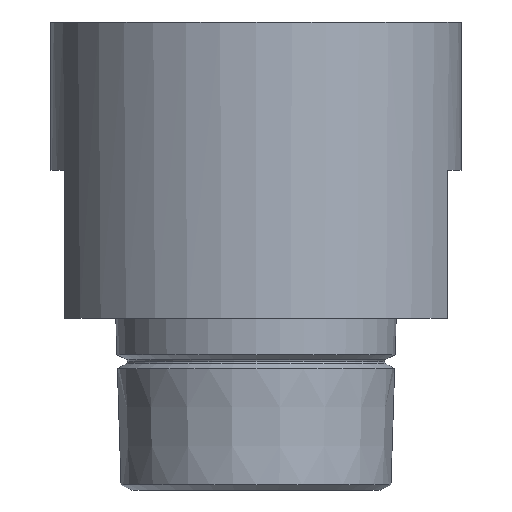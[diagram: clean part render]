
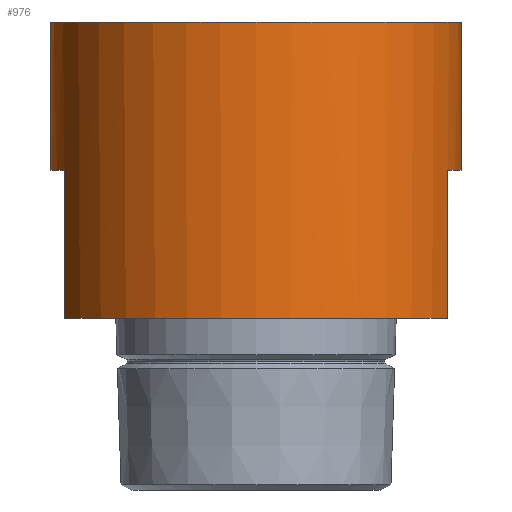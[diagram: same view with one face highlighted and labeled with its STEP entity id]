
A CAD part, front view. The second image highlights one B-rep face of the part: STEP entity #976.
In plain terms, the highlighted cylindrical face has radius 19.75 mm (diameter 39.5 mm), a partial arc.
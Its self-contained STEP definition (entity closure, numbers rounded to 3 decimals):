
#18 = ORIENTED_EDGE ( 'NONE', *, *, #20, .T. ) ;
#20 = EDGE_CURVE ( 'NONE', #983, #31, #323, .T. ) ;
#21 = ORIENTED_EDGE ( 'NONE', *, *, #92, .T. ) ;
#31 = VERTEX_POINT ( 'NONE', #330 ) ;
#33 = VERTEX_POINT ( 'NONE', #349 ) ;
#34 = VERTEX_POINT ( 'NONE', #352 ) ;
#92 = EDGE_CURVE ( 'NONE', #31, #113, #482, .T. ) ;
#106 = EDGE_CURVE ( 'NONE', #34, #33, #503, .T. ) ;
#113 = VERTEX_POINT ( 'NONE', #509 ) ;
#144 = EDGE_CURVE ( 'NONE', #33, #113, #558, .T. ) ;
#275 = VERTEX_POINT ( 'NONE', #841 ) ;
#276 = ORIENTED_EDGE ( 'NONE', *, *, #298, .F. ) ;
#282 = ORIENTED_EDGE ( 'NONE', *, *, #106, .F. ) ;
#285 = EDGE_CURVE ( 'NONE', #34, #275, #803, .T. ) ;
#291 = ORIENTED_EDGE ( 'NONE', *, *, #285, .T. ) ;
#297 = VERTEX_POINT ( 'NONE', #814 ) ;
#298 = EDGE_CURVE ( 'NONE', #297, #275, #808, .T. ) ;
#318 = CARTESIAN_POINT ( 'NONE',  ( 0., 0., 8.25 ) ) ;
#320 = DIRECTION ( 'NONE',  ( 1., 0., 0. ) ) ;
#321 = DIRECTION ( 'NONE',  ( 0., 0., 1. ) ) ;
#322 = AXIS2_PLACEMENT_3D ( 'NONE', #318, #321, #320 ) ;
#323 = CIRCLE ( 'NONE', #322, 19.75 ) ;
#330 = CARTESIAN_POINT ( 'NONE',  ( 19.75, 0., 8.25 ) ) ;
#349 = CARTESIAN_POINT ( 'NONE',  ( -19.75, 0., 22.5 ) ) ;
#352 = CARTESIAN_POINT ( 'NONE',  ( -19.75, 0., 8.25 ) ) ;
#471 = CARTESIAN_POINT ( 'NONE',  ( 19.75, 0., 22.5 ) ) ;
#481 = VECTOR ( 'NONE', #485, 1000. ) ;
#482 = LINE ( 'NONE', #471, #481 ) ;
#485 = DIRECTION ( 'NONE',  ( 0., 0., 1. ) ) ;
#501 = VECTOR ( 'NONE', #510, 1000. ) ;
#502 = CARTESIAN_POINT ( 'NONE',  ( -19.75, 0., 22.5 ) ) ;
#503 = LINE ( 'NONE', #502, #501 ) ;
#509 = CARTESIAN_POINT ( 'NONE',  ( 19.75, 0., 22.5 ) ) ;
#510 = DIRECTION ( 'NONE',  ( 0., 0., 1. ) ) ;
#542 = CARTESIAN_POINT ( 'NONE',  ( 0., 0., 22.5 ) ) ;
#546 = DIRECTION ( 'NONE',  ( 1., 0., 0. ) ) ;
#547 = DIRECTION ( 'NONE',  ( 0., 0., 1. ) ) ;
#557 = AXIS2_PLACEMENT_3D ( 'NONE', #542, #547, #546 ) ;
#558 = CIRCLE ( 'NONE', #557, 19.75 ) ;
#605 = ORIENTED_EDGE ( 'NONE', *, *, #606, .T. ) ;
#606 = EDGE_CURVE ( 'NONE', #609, #983, #809, .T. ) ;
#607 = ORIENTED_EDGE ( 'NONE', *, *, #608, .T. ) ;
#608 = EDGE_CURVE ( 'NONE', #297, #609, #796, .T. ) ;
#609 = VERTEX_POINT ( 'NONE', #792 ) ;
#779 = CARTESIAN_POINT ( 'NONE',  ( 0., 0., -6. ) ) ;
#780 = DIRECTION ( 'NONE',  ( 0., 0., 1. ) ) ;
#781 = VECTOR ( 'NONE', #780, 1000. ) ;
#782 = CARTESIAN_POINT ( 'NONE',  ( 18.417, -7.132, -22.5 ) ) ;
#792 = CARTESIAN_POINT ( 'NONE',  ( 18.417, -7.132, -6. ) ) ;
#793 = DIRECTION ( 'NONE',  ( 1., 0., 0. ) ) ;
#794 = DIRECTION ( 'NONE',  ( 0., 0., 1. ) ) ;
#795 = AXIS2_PLACEMENT_3D ( 'NONE', #779, #794, #793 ) ;
#796 = CIRCLE ( 'NONE', #795, 19.75 ) ;
#799 = DIRECTION ( 'NONE',  ( 1., 0., 0. ) ) ;
#800 = DIRECTION ( 'NONE',  ( 0., 0., 1. ) ) ;
#801 = CARTESIAN_POINT ( 'NONE',  ( 0., 0., 8.25 ) ) ;
#802 = AXIS2_PLACEMENT_3D ( 'NONE', #801, #800, #799 ) ;
#803 = CIRCLE ( 'NONE', #802, 19.75 ) ;
#805 = DIRECTION ( 'NONE',  ( 0., 0., 1. ) ) ;
#806 = VECTOR ( 'NONE', #805, 1000. ) ;
#807 = CARTESIAN_POINT ( 'NONE',  ( -18.417, -7.132, -22.5 ) ) ;
#808 = LINE ( 'NONE', #807, #806 ) ;
#809 = LINE ( 'NONE', #782, #781 ) ;
#814 = CARTESIAN_POINT ( 'NONE',  ( -18.417, -7.132, -6. ) ) ;
#821 = ORIENTED_EDGE ( 'NONE', *, *, #144, .F. ) ;
#841 = CARTESIAN_POINT ( 'NONE',  ( -18.417, -7.132, 8.25 ) ) ;
#860 = DIRECTION ( 'NONE',  ( 1., 0., 0. ) ) ;
#861 = DIRECTION ( 'NONE',  ( 0., 0., 1. ) ) ;
#872 = CARTESIAN_POINT ( 'NONE',  ( 0., 0., 22.5 ) ) ;
#873 = AXIS2_PLACEMENT_3D ( 'NONE', #872, #861, #860 ) ;
#874 = CYLINDRICAL_SURFACE ( 'NONE', #873, 19.75 ) ;
#878 = FACE_OUTER_BOUND ( 'NONE', #972, .T. ) ;
#893 = CARTESIAN_POINT ( 'NONE',  ( 18.417, -7.132, 8.25 ) ) ;
#972 = EDGE_LOOP ( 'NONE', ( #282, #291, #276, #607, #605, #18, #21, #821 ) ) ;
#976 = ADVANCED_FACE ( 'NONE', ( #878 ), #874, .T. ) ;
#983 = VERTEX_POINT ( 'NONE', #893 ) ;
